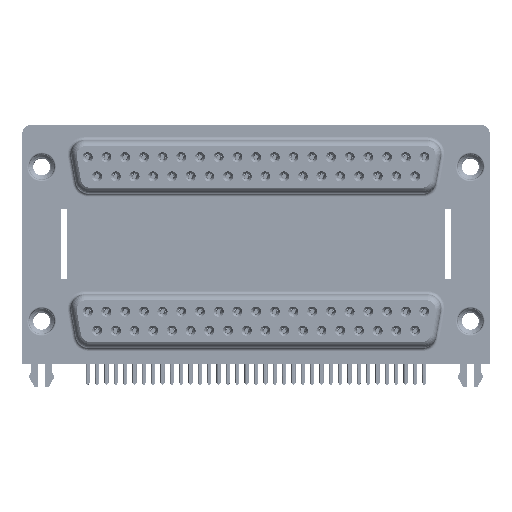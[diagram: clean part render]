
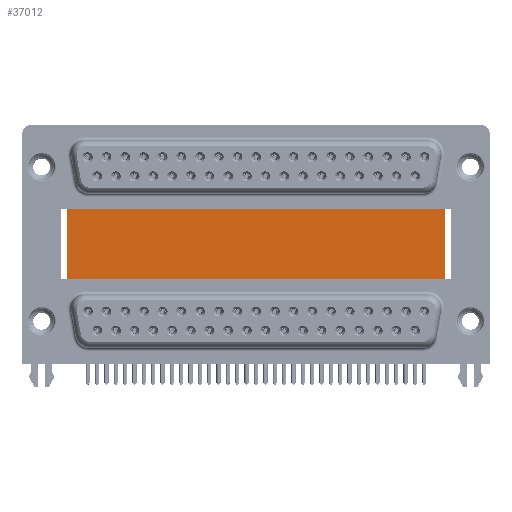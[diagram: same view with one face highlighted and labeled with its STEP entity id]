
A CAD part, top view. The second image highlights one B-rep face of the part: STEP entity #37012.
In plain terms, the highlighted planar face has unit normal (0, 0, 1).
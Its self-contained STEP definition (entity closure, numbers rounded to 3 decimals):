
#7310 = CARTESIAN_POINT ( 'NONE',  ( 3.79, 16.585, -12. ) ) ;
#7791 = DIRECTION ( 'NONE',  ( -1., 0., 0. ) ) ;
#8334 = CARTESIAN_POINT ( 'NONE',  ( 59.71, -3.735, -12. ) ) ;
#8596 = VERTEX_POINT ( 'NONE', #35727 ) ;
#9653 = CARTESIAN_POINT ( 'NONE',  ( 59.71, 16.585, -12. ) ) ;
#10200 = ORIENTED_EDGE ( 'NONE', *, *, #42208, .F. ) ;
#14597 = CARTESIAN_POINT ( 'NONE',  ( 3.79, 16.585, -12. ) ) ;
#15215 = ORIENTED_EDGE ( 'NONE', *, *, #36352, .T. ) ;
#15731 = VERTEX_POINT ( 'NONE', #9653 ) ;
#17280 = LINE ( 'NONE', #64073, #68253 ) ;
#18900 = VERTEX_POINT ( 'NONE', #8334 ) ;
#20938 = CARTESIAN_POINT ( 'NONE',  ( 3.79, 16.585, -12. ) ) ;
#21578 = ORIENTED_EDGE ( 'NONE', *, *, #35417, .T. ) ;
#22092 = LINE ( 'NONE', #20938, #28830 ) ;
#25233 = LINE ( 'NONE', #72855, #72872 ) ;
#26095 = VERTEX_POINT ( 'NONE', #7310 ) ;
#28830 = VECTOR ( 'NONE', #68561, 1000. ) ;
#31169 = DIRECTION ( 'NONE',  ( 0., 0., -1. ) ) ;
#33345 = VECTOR ( 'NONE', #57456, 1000. ) ;
#35417 = EDGE_CURVE ( 'NONE', #8596, #18900, #17280, .T. ) ;
#35727 = CARTESIAN_POINT ( 'NONE',  ( 3.79, -3.735, -12. ) ) ;
#36352 = EDGE_CURVE ( 'NONE', #26095, #8596, #51224, .T. ) ;
#37012 = ADVANCED_FACE ( 'NONE', ( #61208 ), #60054, .F. ) ;
#37210 = ORIENTED_EDGE ( 'NONE', *, *, #75243, .F. ) ;
#42208 = EDGE_CURVE ( 'NONE', #26095, #15731, #22092, .T. ) ;
#44721 = AXIS2_PLACEMENT_3D ( 'NONE', #73334, #31169, #7791 ) ;
#51224 = LINE ( 'NONE', #14597, #33345 ) ;
#52368 = DIRECTION ( 'NONE',  ( 1., 0., 0. ) ) ;
#57456 = DIRECTION ( 'NONE',  ( 0., -1., 0. ) ) ;
#59621 = DIRECTION ( 'NONE',  ( 0., -1., 0. ) ) ;
#60054 = PLANE ( 'NONE',  #44721 ) ;
#61208 = FACE_OUTER_BOUND ( 'NONE', #63226, .T. ) ;
#63226 = EDGE_LOOP ( 'NONE', ( #21578, #37210, #10200, #15215 ) ) ;
#64073 = CARTESIAN_POINT ( 'NONE',  ( 3.79, -3.735, -12. ) ) ;
#68253 = VECTOR ( 'NONE', #52368, 1000. ) ;
#68561 = DIRECTION ( 'NONE',  ( 1., 0., 0. ) ) ;
#72855 = CARTESIAN_POINT ( 'NONE',  ( 59.71, 16.585, -12. ) ) ;
#72872 = VECTOR ( 'NONE', #59621, 1000. ) ;
#73334 = CARTESIAN_POINT ( 'NONE',  ( 3.79, 16.585, -12. ) ) ;
#75243 = EDGE_CURVE ( 'NONE', #15731, #18900, #25233, .T. ) ;
